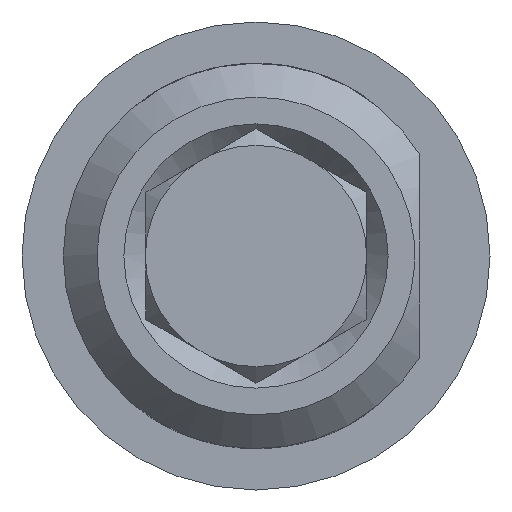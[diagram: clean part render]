
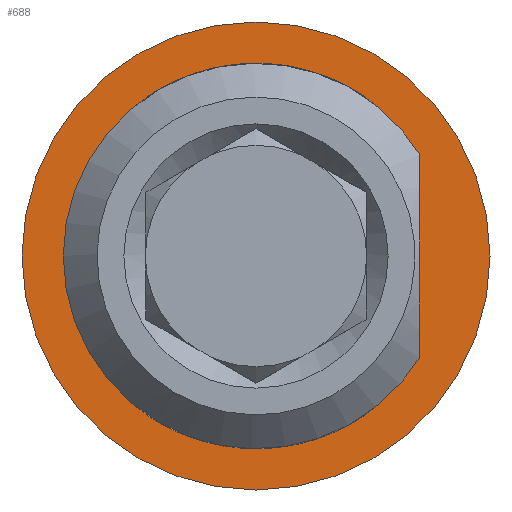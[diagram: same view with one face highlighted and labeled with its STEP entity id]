
A CAD part, left-side view. The second image highlights one B-rep face of the part: STEP entity #688.
In plain terms, the highlighted planar face has unit normal (-1, 0, 0).
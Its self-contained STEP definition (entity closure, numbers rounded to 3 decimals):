
#688=ADVANCED_FACE('',(#832,#833),#834,.F.);
#832=FACE_BOUND('',#1023,.T.);
#833=FACE_OUTER_BOUND('',#1024,.T.);
#834=PLANE('',#1025);
#1023=EDGE_LOOP('',(#1428));
#1024=EDGE_LOOP('',(#1429));
#1025=AXIS2_PLACEMENT_3D('',#1430,#1431,#1432);
#1428=ORIENTED_EDGE('',*,*,#1717,.F.);
#1429=ORIENTED_EDGE('',*,*,#1716,.T.);
#1430=CARTESIAN_POINT('',(24.0,0.0,-4.25));
#1431=DIRECTION('',(1.0,0.0,0.0));
#1432=DIRECTION('',(0.0,-1.0,0.0));
#1716=EDGE_CURVE('',#1920,#1920,#1921,.T.);
#1717=EDGE_CURVE('',#1922,#1922,#1923,.T.);
#1920=VERTEX_POINT('',#2547);
#1921=CIRCLE('',#2548,4.25);
#1922=VERTEX_POINT('',#2549);
#1923=CIRCLE('',#2550,2.7);
#2547=CARTESIAN_POINT('',(24.0,4.25,0.0));
#2548=AXIS2_PLACEMENT_3D('',#3132,#3133,#3134);
#2549=CARTESIAN_POINT('',(24.0,2.7,0.0));
#2550=AXIS2_PLACEMENT_3D('',#3135,#3136,#3137);
#3132=CARTESIAN_POINT('',(24.0,0.0,0.0));
#3133=DIRECTION('',(-1.0,0.0,0.0));
#3134=DIRECTION('',(0.0,1.0,0.0));
#3135=CARTESIAN_POINT('',(24.0,0.0,0.0));
#3136=DIRECTION('',(-1.0,0.0,0.0));
#3137=DIRECTION('',(0.0,1.0,0.0));
